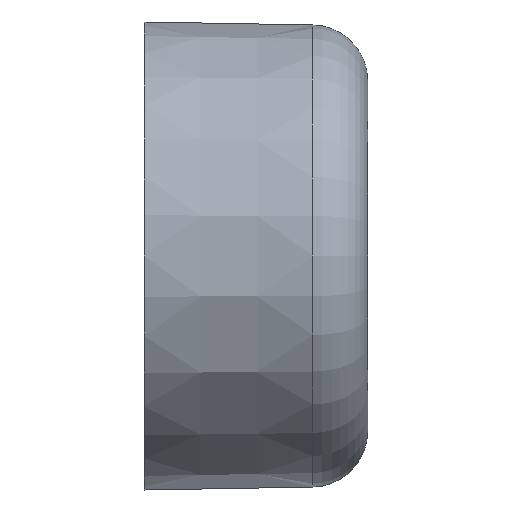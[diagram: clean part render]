
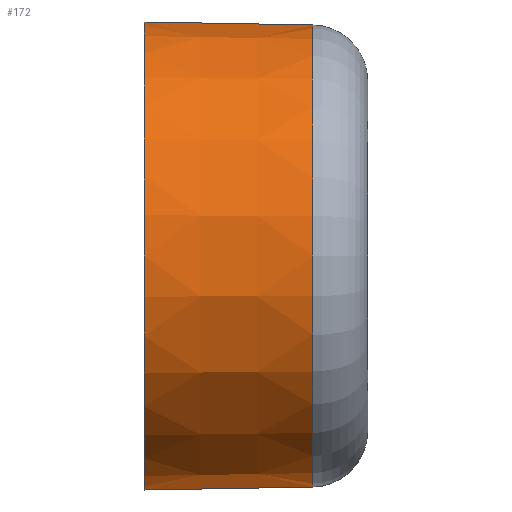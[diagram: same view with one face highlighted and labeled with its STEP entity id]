
A CAD part, left-side view. The second image highlights one B-rep face of the part: STEP entity #172.
In plain terms, the highlighted conical face has half-angle 1 degrees and reference radius 12.5 mm.
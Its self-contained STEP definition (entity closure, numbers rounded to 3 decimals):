
#4 = VERTEX_POINT ( 'NONE', #77 ) ;
#5 = CARTESIAN_POINT ( 'NONE',  ( -107., 8., 92.5 ) ) ;
#19 = VERTEX_POINT ( 'NONE', #275 ) ;
#27 = DIRECTION ( 'NONE',  ( 0., -1., 0.017 ) ) ;
#28 = DIRECTION ( 'NONE',  ( 0., 0., -1. ) ) ;
#31 = CARTESIAN_POINT ( 'NONE',  ( -107., 12., 105. ) ) ;
#50 = LINE ( 'NONE', #5, #292 ) ;
#53 = DIRECTION ( 'NONE',  ( 0., 1., 0. ) ) ;
#77 = CARTESIAN_POINT ( 'NONE',  ( -107., 12., 92.43 ) ) ;
#81 = DIRECTION ( 'NONE',  ( 0., 0., 1. ) ) ;
#98 = ORIENTED_EDGE ( 'NONE', *, *, #119, .F. ) ;
#99 = AXIS2_PLACEMENT_3D ( 'NONE', #31, #125, #81 ) ;
#102 = CARTESIAN_POINT ( 'NONE',  ( -107., 8., 105. ) ) ;
#113 = ORIENTED_EDGE ( 'NONE', *, *, #157, .T. ) ;
#119 = EDGE_CURVE ( 'NONE', #4, #133, #258, .T. ) ;
#120 = VERTEX_POINT ( 'NONE', #174 ) ;
#125 = DIRECTION ( 'NONE',  ( 0., 1., 0. ) ) ;
#128 = AXIS2_PLACEMENT_3D ( 'NONE', #169, #145, #28 ) ;
#133 = VERTEX_POINT ( 'NONE', #272 ) ;
#143 = AXIS2_PLACEMENT_3D ( 'NONE', #102, #53, #276 ) ;
#145 = DIRECTION ( 'NONE',  ( 0., 1., 0. ) ) ;
#148 = EDGE_CURVE ( 'NONE', #120, #19, #219, .T. ) ;
#157 = EDGE_CURVE ( 'NONE', #4, #120, #50, .T. ) ;
#165 = CONICAL_SURFACE ( 'NONE', #143, 12.5, 0.017 ) ;
#168 = EDGE_LOOP ( 'NONE', ( #113, #207, #279, #98 ) ) ;
#169 = CARTESIAN_POINT ( 'NONE',  ( -107., 2.948, 105. ) ) ;
#172 = ADVANCED_FACE ( 'NONE', ( #196 ), #165, .T. ) ;
#174 = CARTESIAN_POINT ( 'NONE',  ( -107., 2.948, 92.588 ) ) ;
#196 = FACE_OUTER_BOUND ( 'NONE', #168, .T. ) ;
#203 = CARTESIAN_POINT ( 'NONE',  ( -107., 8., 117.5 ) ) ;
#207 = ORIENTED_EDGE ( 'NONE', *, *, #148, .T. ) ;
#219 = CIRCLE ( 'NONE', #128, 12.412 ) ;
#227 = VECTOR ( 'NONE', #305, 1000. ) ;
#246 = EDGE_CURVE ( 'NONE', #133, #19, #291, .T. ) ;
#258 = CIRCLE ( 'NONE', #99, 12.57 ) ;
#272 = CARTESIAN_POINT ( 'NONE',  ( -107., 12., 117.57 ) ) ;
#275 = CARTESIAN_POINT ( 'NONE',  ( -107., 2.948, 117.412 ) ) ;
#276 = DIRECTION ( 'NONE',  ( 0., 0., -1. ) ) ;
#279 = ORIENTED_EDGE ( 'NONE', *, *, #246, .F. ) ;
#291 = LINE ( 'NONE', #203, #227 ) ;
#292 = VECTOR ( 'NONE', #27, 1000. ) ;
#305 = DIRECTION ( 'NONE',  ( 0., -1., -0.017 ) ) ;
